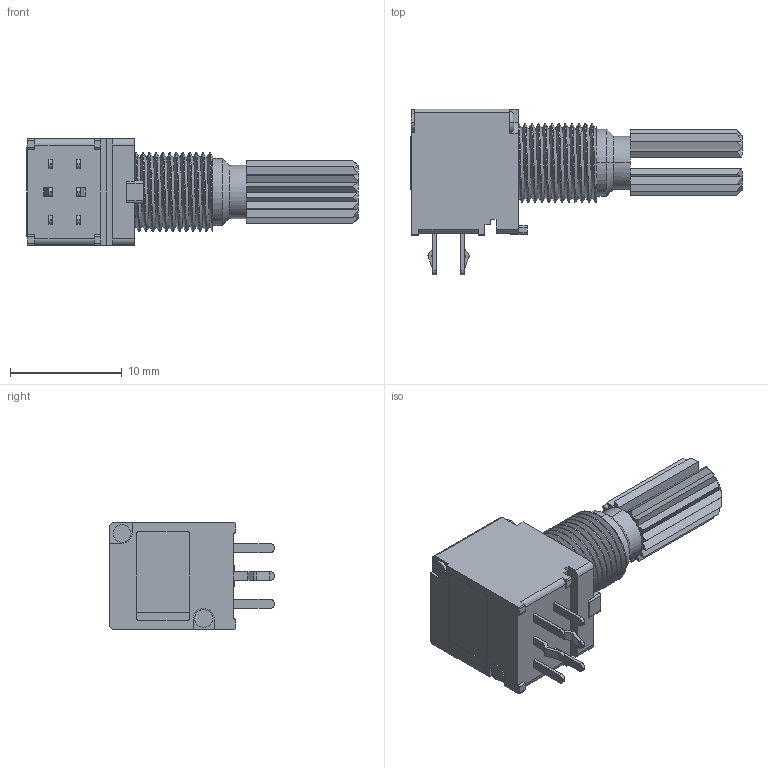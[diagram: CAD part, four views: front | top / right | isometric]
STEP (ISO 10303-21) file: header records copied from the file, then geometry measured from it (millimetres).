
FILE_DESCRIPTION((''),'2;1');
FILE_NAME('PTDDD902','2021-04-16T',('lijun'),(''),'PRO/ENGINEER BY PARAMETRIC TECHNOLOGY CORPORATION, 2008380','PRO/ENGINEER BY PARAMETRIC TECHNOLOGY CORPORATION, 2008380','');
FILE_SCHEMA(('CONFIG_CONTROL_DESIGN'));
Length unit declared in the file: millimetre
Products named in the file (1): PTDDD902
Bounding box: 29.7 x 14.8 x 9.5 mm (x, y, z)
Volume: 1483.2 mm3; surface area: 1352.3 mm2
Topology: 1 solids, 3 shells, 252 faces, 681 edges, 446 vertices
Faces by surface type: plane 145, cylinder 72, cone 18, bspline 9, torus 8
Entity records: 10486 total; most frequent: CARTESIAN_POINT 4171, ORIENTED_EDGE 1362, DIRECTION 1223, EDGE_CURVE 681, VERTEX_POINT 446, VECTOR 445, LINE 445, AXIS2_PLACEMENT_3D 389
